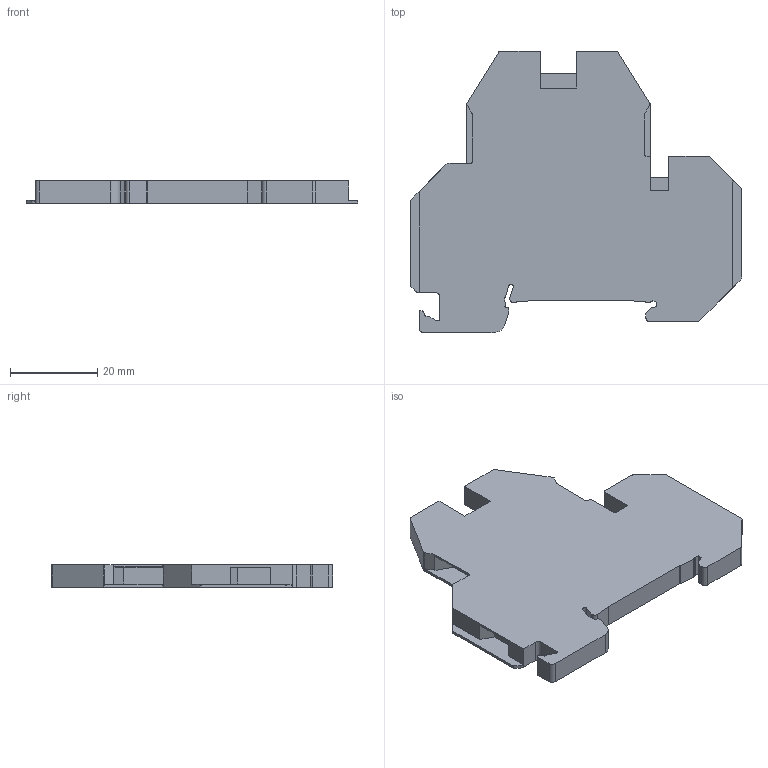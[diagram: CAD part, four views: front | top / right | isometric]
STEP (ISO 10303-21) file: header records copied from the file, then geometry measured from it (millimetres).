
FILE_DESCRIPTION((''),'2;1');
FILE_NAME('SRKD25_ISO_GEN','2014-01-13T',('Carl'),(''),'PRO/ENGINEER BY PARAMETRIC TECHNOLOGY CORPORATION, 2013130','PRO/ENGINEER BY PARAMETRIC TECHNOLOGY CORPORATION, 2013130','');
FILE_SCHEMA(('CONFIG_CONTROL_DESIGN'));
Length unit declared in the file: millimetre
Products named in the file (1): SRKD25_ISO_GEN
Bounding box: 76 x 64.5 x 5.1 mm (x, y, z)
Volume: 16120 mm3; surface area: 9153.3 mm2
Topology: 1 solids, 1 shells, 139 faces, 399 edges, 266 vertices
Faces by surface type: plane 86, cylinder 53
Entity records: 4604 total; most frequent: CARTESIAN_POINT 854, ORIENTED_EDGE 798, DIRECTION 755, EDGE_CURVE 399, VECTOR 291, LINE 291, VERTEX_POINT 266, AXIS2_PLACEMENT_3D 232
